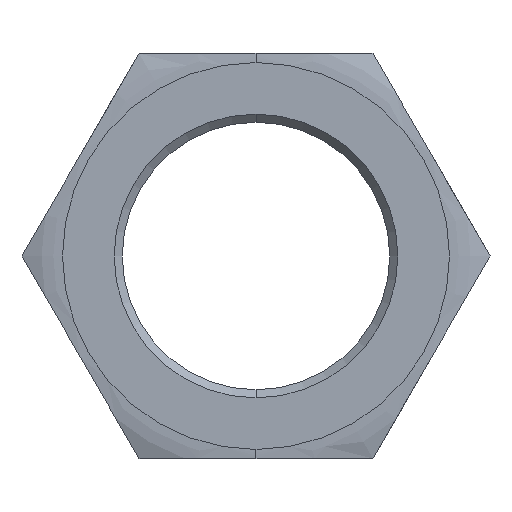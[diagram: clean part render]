
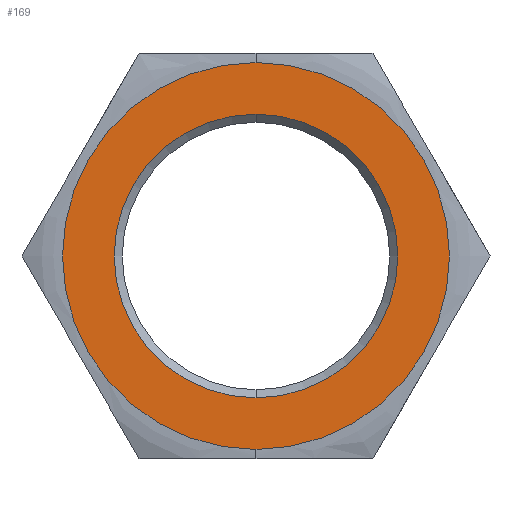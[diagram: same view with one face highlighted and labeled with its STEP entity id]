
A CAD part, front view. The second image highlights one B-rep face of the part: STEP entity #169.
In plain terms, the highlighted planar face has unit normal (0, -1, 0).
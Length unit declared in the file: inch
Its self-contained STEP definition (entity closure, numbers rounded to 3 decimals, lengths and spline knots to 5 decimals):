
#2 = EDGE_CURVE ( 'NONE', #3, #4, #269, .T. ) ;
#3 = VERTEX_POINT ( 'NONE', #264 ) ;
#4 = VERTEX_POINT ( 'NONE', #263 ) ;
#103 = VERTEX_POINT ( 'NONE', #554 ) ;
#104 = EDGE_CURVE ( 'NONE', #106, #103, #553, .T. ) ;
#106 = VERTEX_POINT ( 'NONE', #540 ) ;
#169 = ADVANCED_FACE ( 'NONE', ( #438, #437 ), #436, .T. ) ;
#174 = ORIENTED_EDGE ( 'NONE', *, *, #104, .F. ) ;
#186 = EDGE_CURVE ( 'NONE', #4, #3, #562, .T. ) ;
#187 = EDGE_LOOP ( 'NONE', ( #188, #174 ) ) ;
#188 = ORIENTED_EDGE ( 'NONE', *, *, #189, .F. ) ;
#189 = EDGE_CURVE ( 'NONE', #103, #106, #458, .T. ) ;
#241 = ORIENTED_EDGE ( 'NONE', *, *, #2, .T. ) ;
#242 = ORIENTED_EDGE ( 'NONE', *, *, #186, .T. ) ;
#247 = EDGE_LOOP ( 'NONE', ( #241, #242 ) ) ;
#263 = CARTESIAN_POINT ( 'NONE',  ( 0., -0.5, 0.0875 ) ) ;
#264 = CARTESIAN_POINT ( 'NONE',  ( 0., -0.5, -0.0875 ) ) ;
#265 = DIRECTION ( 'NONE',  ( 0., 0., -1. ) ) ;
#266 = DIRECTION ( 'NONE',  ( 0., 1., 0. ) ) ;
#267 = CARTESIAN_POINT ( 'NONE',  ( 0., -0.5, 0. ) ) ;
#268 = AXIS2_PLACEMENT_3D ( 'NONE', #267, #266, #265 ) ;
#269 = CIRCLE ( 'NONE', #268, 0.0875 ) ;
#435 = AXIS2_PLACEMENT_3D ( 'NONE', #552, #551, #550 ) ;
#436 = PLANE ( 'NONE',  #435 ) ;
#437 = FACE_OUTER_BOUND ( 'NONE', #187, .T. ) ;
#438 = FACE_BOUND ( 'NONE', #247, .T. ) ;
#454 = DIRECTION ( 'NONE',  ( 0., 0., 1. ) ) ;
#455 = DIRECTION ( 'NONE',  ( 0., 1., 0. ) ) ;
#456 = CARTESIAN_POINT ( 'NONE',  ( 0., -0.5, 0. ) ) ;
#457 = AXIS2_PLACEMENT_3D ( 'NONE', #456, #455, #454 ) ;
#458 = CIRCLE ( 'NONE', #457, 0.11934 ) ;
#502 = DIRECTION ( 'NONE',  ( 0., 0., 1. ) ) ;
#503 = DIRECTION ( 'NONE',  ( 0., 1., 0. ) ) ;
#504 = CARTESIAN_POINT ( 'NONE',  ( 0., -0.5, 0. ) ) ;
#505 = AXIS2_PLACEMENT_3D ( 'NONE', #504, #503, #502 ) ;
#540 = CARTESIAN_POINT ( 'NONE',  ( 0., -0.5, -0.11934 ) ) ;
#550 = DIRECTION ( 'NONE',  ( 0., 0., -1. ) ) ;
#551 = DIRECTION ( 'NONE',  ( 0., -1., 0. ) ) ;
#552 = CARTESIAN_POINT ( 'NONE',  ( -0.07217, -0.5, -0.125 ) ) ;
#553 = CIRCLE ( 'NONE', #505, 0.11934 ) ;
#554 = CARTESIAN_POINT ( 'NONE',  ( 0., -0.5, 0.11934 ) ) ;
#558 = DIRECTION ( 'NONE',  ( 0., 0., -1. ) ) ;
#559 = DIRECTION ( 'NONE',  ( 0., 1., 0. ) ) ;
#560 = CARTESIAN_POINT ( 'NONE',  ( 0., -0.5, 0. ) ) ;
#561 = AXIS2_PLACEMENT_3D ( 'NONE', #560, #559, #558 ) ;
#562 = CIRCLE ( 'NONE', #561, 0.0875 ) ;
